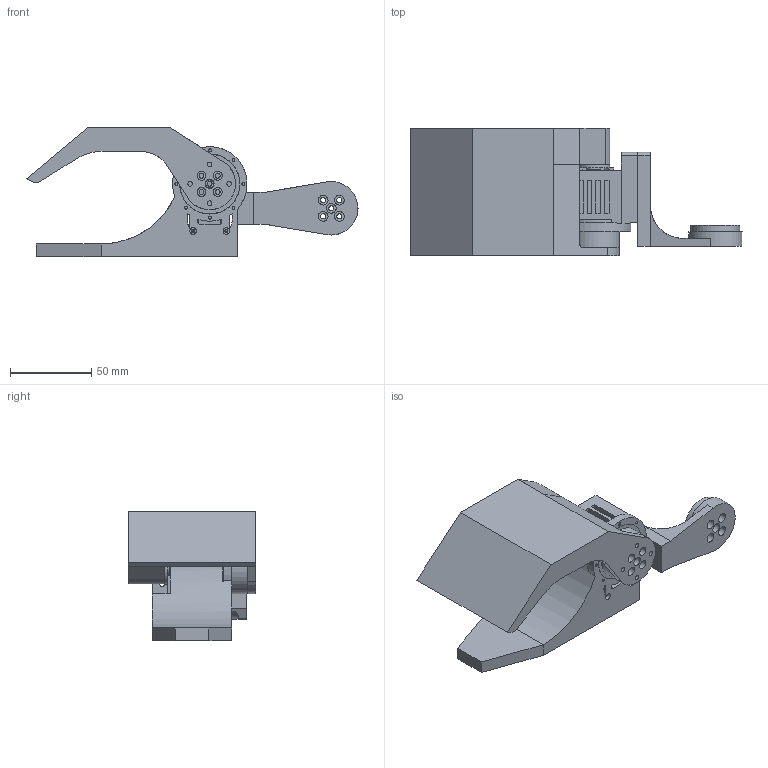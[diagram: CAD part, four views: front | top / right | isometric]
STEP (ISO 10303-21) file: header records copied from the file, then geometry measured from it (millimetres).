
FILE_DESCRIPTION(/* description */ (''),/* implementation_level */ '2;1');
FILE_NAME(/* name */ 'Assem_gripper v15.step',/* time_stamp */ '2024-08-30T12:58:24-07:00',/* author */ (''),/* organization */ (''),/* preprocessor_version */ 'ST-DEVELOPER v20',/* originating_system */ 'Autodesk Translation Framework v13.14.0.145',/* authorisation */ '');
FILE_SCHEMA (('AUTOMOTIVE_DESIGN { 1 0 10303 214 3 1 1 }'));
Length unit declared in the file: millimetre
Products named in the file (10): Assem_gripper; STS3215_original; STS3215_servo_back_horn; STS3215_servo_horn; generic_base_sts3215; bearing6706-30x37x4; gripper_servo_output_shaft; gripper_top; gripper_top_back; wrist_to_gripper
Assembly tree (9 placements, depth 2):
  Assem_gripper
    STS3215_original
    STS3215_servo_back_horn
    STS3215_servo_horn
    generic_base_sts3215
    bearing6706-30x37x4
    gripper_servo_output_shaft
    gripper_top
    gripper_top_back
    wrist_to_gripper
Bounding box: 204.93 x 78.9 x 80.1 mm (x, y, z)
Volume: 295389.1 mm3; surface area: 85934 mm2
Topology: 9 solids, 9 shells, 330 faces, 791 edges, 522 vertices
Faces by surface type: plane 184, cylinder 145, torus 1
Full cylindrical faces by diameter (mm): 1.4 x8, 1.8 x8, 2 x8, 2.8 x6, 2.9 x12, 3 x24, 3.2 x4, 4 x2, 5 x1, 5.5 x16, 6 x9, 9 x2, 20 x2, 30 x3, 32 x1, 33 x1, 35 x1, 37 x1, 37.15 x1
Entity records: 10266 total; most frequent: DIRECTION 1796, CARTESIAN_POINT 1680, ORIENTED_EDGE 1582, EDGE_CURVE 791, AXIS2_PLACEMENT_3D 658, VERTEX_POINT 522, EDGE_LOOP 501, LINE 480
